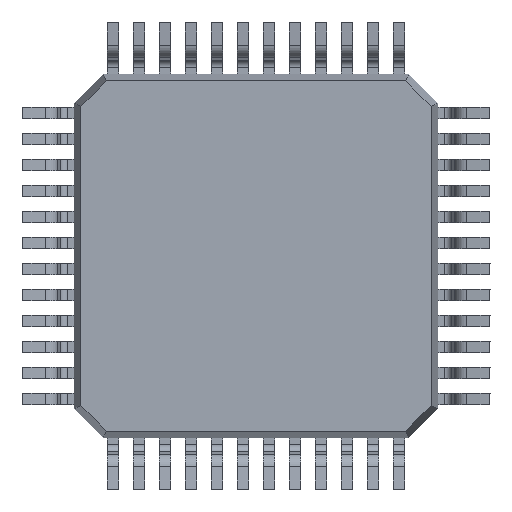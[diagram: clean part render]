
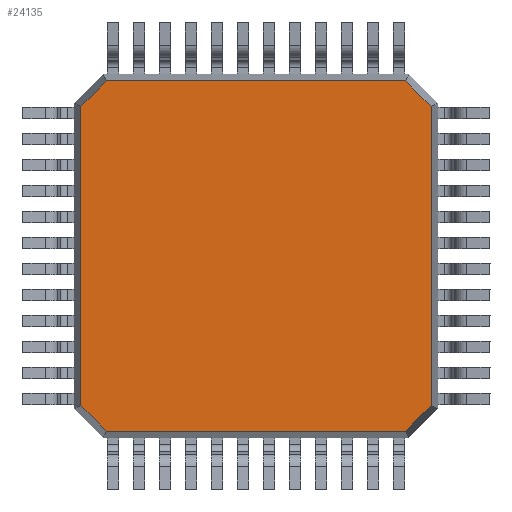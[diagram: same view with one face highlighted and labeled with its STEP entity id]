
A CAD part, front view. The second image highlights one B-rep face of the part: STEP entity #24135.
In plain terms, the highlighted planar face has unit normal (0, -1, 0).
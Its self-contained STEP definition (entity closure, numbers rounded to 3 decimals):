
#1898 = CARTESIAN_POINT ( 'NONE',  ( 75.516, 119.196, -2.949 ) ) ;
#2452 = VERTEX_POINT ( 'NONE', #13466 ) ;
#2681 = ORIENTED_EDGE ( 'NONE', *, *, #27796, .T. ) ;
#3422 = DIRECTION ( 'NONE',  ( 0., 0., -1. ) ) ;
#4197 = ORIENTED_EDGE ( 'NONE', *, *, #17269, .T. ) ;
#4420 = DIRECTION ( 'NONE',  ( 1., 0., 0. ) ) ;
#4488 = CARTESIAN_POINT ( 'NONE',  ( 76.005, 119.196, -3.438 ) ) ;
#5073 = VECTOR ( 'NONE', #23229, 1000. ) ;
#5147 = EDGE_CURVE ( 'NONE', #15758, #23415, #27698, .T. ) ;
#6099 = VERTEX_POINT ( 'NONE', #4488 ) ;
#6389 = ORIENTED_EDGE ( 'NONE', *, *, #18474, .T. ) ;
#6448 = CARTESIAN_POINT ( 'NONE',  ( 81.766, 119.196, 3.302 ) ) ;
#7248 = PLANE ( 'NONE',  #20268 ) ;
#7265 = ORIENTED_EDGE ( 'NONE', *, *, #26668, .T. ) ;
#7735 = ORIENTED_EDGE ( 'NONE', *, *, #17803, .T. ) ;
#9567 = LINE ( 'NONE', #33491, #20271 ) ;
#9994 = DIRECTION ( 'NONE',  ( 0., -1., 0. ) ) ;
#10654 = EDGE_CURVE ( 'NONE', #28492, #15758, #9567, .T. ) ;
#10813 = CARTESIAN_POINT ( 'NONE',  ( 82.256, 119.196, -2.949 ) ) ;
#13046 = ORIENTED_EDGE ( 'NONE', *, *, #24471, .T. ) ;
#13088 = LINE ( 'NONE', #31599, #26338 ) ;
#13165 = VECTOR ( 'NONE', #3422, 1000. ) ;
#13466 = CARTESIAN_POINT ( 'NONE',  ( 82.256, 119.196, 2.812 ) ) ;
#13975 = DIRECTION ( 'NONE',  ( -0.707, 0., -0.707 ) ) ;
#14134 = LINE ( 'NONE', #20496, #5073 ) ;
#14412 = VECTOR ( 'NONE', #18690, 1000. ) ;
#14841 = CARTESIAN_POINT ( 'NONE',  ( 81.766, 119.196, -3.438 ) ) ;
#15132 = CARTESIAN_POINT ( 'NONE',  ( 78.886, 119.196, -3.438 ) ) ;
#15758 = VERTEX_POINT ( 'NONE', #35373 ) ;
#16387 = VECTOR ( 'NONE', #4420, 1000. ) ;
#16994 = VECTOR ( 'NONE', #22053, 1000. ) ;
#17236 = CARTESIAN_POINT ( 'NONE',  ( 75.516, 119.196, -0.068 ) ) ;
#17269 = EDGE_CURVE ( 'NONE', #23415, #6099, #28964, .T. ) ;
#17803 = EDGE_CURVE ( 'NONE', #33778, #33674, #21143, .T. ) ;
#17926 = DIRECTION ( 'NONE',  ( 1., 0., 0. ) ) ;
#18474 = EDGE_CURVE ( 'NONE', #6099, #33778, #19812, .T. ) ;
#18588 = CARTESIAN_POINT ( 'NONE',  ( 76.005, 119.196, 3.302 ) ) ;
#18690 = DIRECTION ( 'NONE',  ( 0.707, 0., -0.707 ) ) ;
#19812 = LINE ( 'NONE', #15132, #16387 ) ;
#20268 = AXIS2_PLACEMENT_3D ( 'NONE', #34368, #9994, #17926 ) ;
#20271 = VECTOR ( 'NONE', #13975, 1000. ) ;
#20496 = CARTESIAN_POINT ( 'NONE',  ( 78.886, 119.196, 3.302 ) ) ;
#20827 = EDGE_LOOP ( 'NONE', ( #2681, #13046, #7265, #35536, #28559, #4197, #6389, #7735 ) ) ;
#21143 = LINE ( 'NONE', #14841, #25386 ) ;
#22053 = DIRECTION ( 'NONE',  ( -0.707, 0., 0.707 ) ) ;
#22610 = VERTEX_POINT ( 'NONE', #6448 ) ;
#23229 = DIRECTION ( 'NONE',  ( -1., 0., 0. ) ) ;
#23391 = LINE ( 'NONE', #27445, #16994 ) ;
#23415 = VERTEX_POINT ( 'NONE', #25412 ) ;
#24135 = ADVANCED_FACE ( 'NONE', ( #24318 ), #7248, .T. ) ;
#24318 = FACE_OUTER_BOUND ( 'NONE', #20827, .T. ) ;
#24471 = EDGE_CURVE ( 'NONE', #2452, #22610, #23391, .T. ) ;
#25386 = VECTOR ( 'NONE', #33885, 1000. ) ;
#25412 = CARTESIAN_POINT ( 'NONE',  ( 75.516, 119.196, -2.949 ) ) ;
#26338 = VECTOR ( 'NONE', #28594, 1000. ) ;
#26668 = EDGE_CURVE ( 'NONE', #22610, #28492, #14134, .T. ) ;
#27445 = CARTESIAN_POINT ( 'NONE',  ( 82.256, 119.196, 2.812 ) ) ;
#27698 = LINE ( 'NONE', #17236, #13165 ) ;
#27796 = EDGE_CURVE ( 'NONE', #33674, #2452, #13088, .T. ) ;
#28117 = CARTESIAN_POINT ( 'NONE',  ( 81.766, 119.196, -3.438 ) ) ;
#28492 = VERTEX_POINT ( 'NONE', #18588 ) ;
#28559 = ORIENTED_EDGE ( 'NONE', *, *, #5147, .T. ) ;
#28594 = DIRECTION ( 'NONE',  ( 0., 0., 1. ) ) ;
#28964 = LINE ( 'NONE', #1898, #14412 ) ;
#31599 = CARTESIAN_POINT ( 'NONE',  ( 82.256, 119.196, -0.068 ) ) ;
#33491 = CARTESIAN_POINT ( 'NONE',  ( 76.005, 119.196, 3.302 ) ) ;
#33674 = VERTEX_POINT ( 'NONE', #10813 ) ;
#33778 = VERTEX_POINT ( 'NONE', #28117 ) ;
#33885 = DIRECTION ( 'NONE',  ( 0.707, 0., 0.707 ) ) ;
#34368 = CARTESIAN_POINT ( 'NONE',  ( 78.886, 119.196, -0.068 ) ) ;
#35373 = CARTESIAN_POINT ( 'NONE',  ( 75.516, 119.196, 2.812 ) ) ;
#35536 = ORIENTED_EDGE ( 'NONE', *, *, #10654, .T. ) ;
